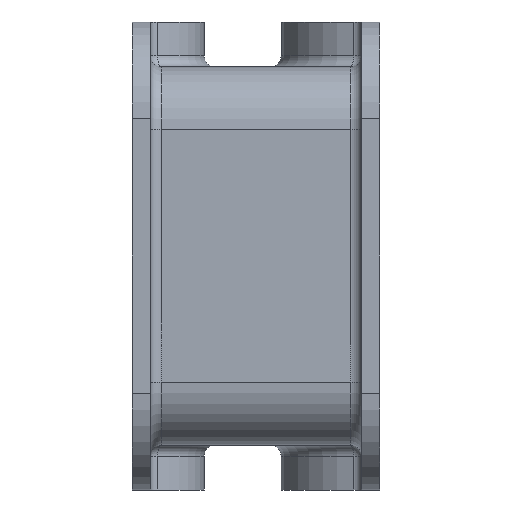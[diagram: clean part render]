
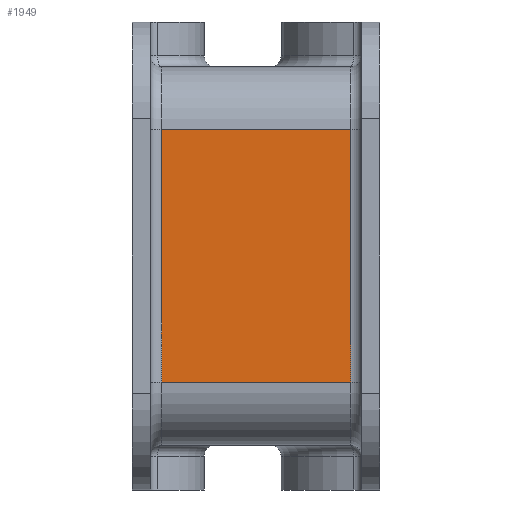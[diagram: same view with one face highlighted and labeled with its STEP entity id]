
A CAD part, left-side view. The second image highlights one B-rep face of the part: STEP entity #1949.
In plain terms, the highlighted planar face has unit normal (-1, 0, 0).
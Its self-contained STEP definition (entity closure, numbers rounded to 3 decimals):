
#48=PLANE('',#2109);
#86=LINE('',#3017,#234);
#99=LINE('',#3088,#247);
#100=LINE('',#3092,#248);
#101=LINE('',#3093,#249);
#234=VECTOR('',#2350,10.);
#247=VECTOR('',#2437,10.);
#248=VECTOR('',#2442,10.);
#249=VECTOR('',#2443,10.);
#461=FACE_OUTER_BOUND('',#573,.T.);
#573=EDGE_LOOP('',(#1399,#1400,#1401,#1402));
#855=VERTEX_POINT('',#3007);
#857=VERTEX_POINT('',#3013);
#879=VERTEX_POINT('',#3087);
#880=VERTEX_POINT('',#3091);
#1044=EDGE_CURVE('',#855,#857,#86,.T.);
#1080=EDGE_CURVE('',#857,#879,#99,.T.);
#1082=EDGE_CURVE('',#880,#855,#100,.T.);
#1083=EDGE_CURVE('',#879,#880,#101,.T.);
#1399=ORIENTED_EDGE('',*,*,#1044,.F.);
#1400=ORIENTED_EDGE('',*,*,#1082,.F.);
#1401=ORIENTED_EDGE('',*,*,#1083,.F.);
#1402=ORIENTED_EDGE('',*,*,#1080,.F.);
#1949=ADVANCED_FACE('',(#461),#48,.T.);
#2109=AXIS2_PLACEMENT_3D('',#3090,#2440,#2441);
#2350=DIRECTION('',(0.,0.,1.));
#2437=DIRECTION('',(0.,-1.,0.));
#2440=DIRECTION('center_axis',(-1.,0.,0.));
#2441=DIRECTION('ref_axis',(0.,0.,1.));
#2442=DIRECTION('',(0.,1.,0.));
#2443=DIRECTION('',(0.,0.,-1.));
#3007=CARTESIAN_POINT('',(-113.,97.,-56.));
#3013=CARTESIAN_POINT('',(-113.,97.,56.));
#3017=CARTESIAN_POINT('',(-113.,97.,-42.));
#3087=CARTESIAN_POINT('',(-113.,13.,56.));
#3088=CARTESIAN_POINT('',(-113.,0.,56.));
#3090=CARTESIAN_POINT('Origin',(-113.,0.,-84.));
#3091=CARTESIAN_POINT('',(-113.,13.,-56.));
#3092=CARTESIAN_POINT('',(-113.,0.,-56.));
#3093=CARTESIAN_POINT('',(-113.,13.,-42.));
